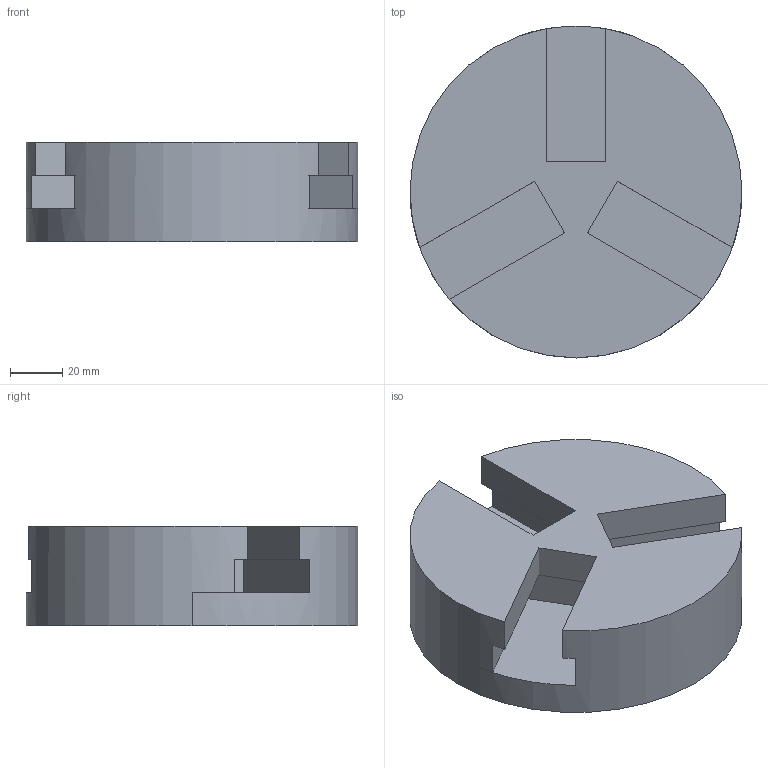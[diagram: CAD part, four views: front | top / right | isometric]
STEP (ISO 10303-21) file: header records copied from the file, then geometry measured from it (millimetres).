
FILE_DESCRIPTION((''),'2;1');
FILE_NAME('S4850111_JAW','2020-02-12T17:50:47',('cheta'),(''),'CREO PARAMETRIC BY PTC INC, 2019224','CREO PARAMETRIC BY PTC INC, 2019224','');
FILE_SCHEMA(('CONFIG_CONTROL_DESIGN'));
Length unit declared in the file: inch
Products named in the file (1): S4850111_JAW
Bounding box: 127 x 127 x 38.1 mm (x, y, z)
Volume: 372043 mm3; surface area: 51550.3 mm2
Topology: 1 solids, 1 shells, 28 faces, 78 edges, 52 vertices
Faces by surface type: plane 26, cylinder 2
Entity records: 938 total; most frequent: CARTESIAN_POINT 158, ORIENTED_EDGE 156, DIRECTION 150, EDGE_CURVE 78, VECTOR 62, LINE 62, VERTEX_POINT 52, AXIS2_PLACEMENT_3D 44
